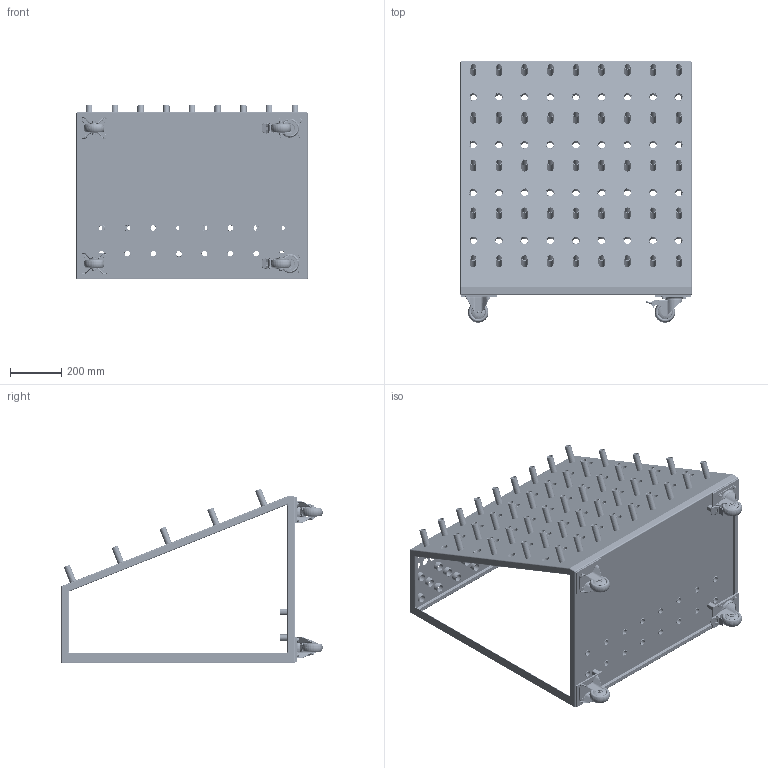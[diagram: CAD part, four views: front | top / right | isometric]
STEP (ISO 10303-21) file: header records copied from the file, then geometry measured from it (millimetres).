
FILE_DESCRIPTION (( 'STEP AP203' ), '1' );
FILE_NAME ('280910.step', '2014-08-11T20:54:43', ( 'User' ), ( '' ), 'SwSTEP 2.0', 'SolidWorks 2014', '' );
FILE_SCHEMA (( 'CONFIG_CONTROL_DESIGN' ));
Length unit declared in the file: millimetre
Products named in the file (10): 009001 Blockrolle D80 H100; Drehgestell Rolle^009002 Lenkrolle D80 H100; Rolle D80^009002 Lenkrolle D80 H100; 009002 Lenkrolle D80 H100; Beilagscheibe DIN 125 A8,4; Sechskantschraube M8x20 DIN 931_Detailliert; Blechkoerper^280910_Detailliert; 280910; Gestell Rolle^009001 Blockrolle D80 H100; Rolle D80^009001 Blockrolle D80 H100
Assembly tree (41 placements, depth 3):
  280910
    Blechkoerper^280910_Detailliert
    009001 Blockrolle D80 H100  x2
      Gestell Rolle^009001 Blockrolle D80 H100
      Rolle D80^009001 Blockrolle D80 H100
    009002 Lenkrolle D80 H100  x2
      Drehgestell Rolle^009002 Lenkrolle D80 H100
      Rolle D80^009002 Lenkrolle D80 H100
    Beilagscheibe DIN 125 A8,4  x16
    Sechskantschraube M8x20 DIN 931_Detailliert  x16
Bounding box: 900 x 1017.5 x 680.38 mm (x, y, z)
Volume: 6614033.9 mm3; surface area: 5363173.1 mm2
Topology: 45 solids, 54 shells, 4814 faces, 11348 edges, 6906 vertices
Faces by surface type: cylinder 1826, torus 1266, plane 1156, bspline 298, cone 236, sphere 32
Entity records: 113725 total; most frequent: CARTESIAN_POINT 34332, DIRECTION 17388, ORIENTED_EDGE 15486, EDGE_CURVE 7743, AXIS2_PLACEMENT_3D 7568, VERTEX_POINT 4694, CIRCLE 4333, EDGE_LOOP 4013
